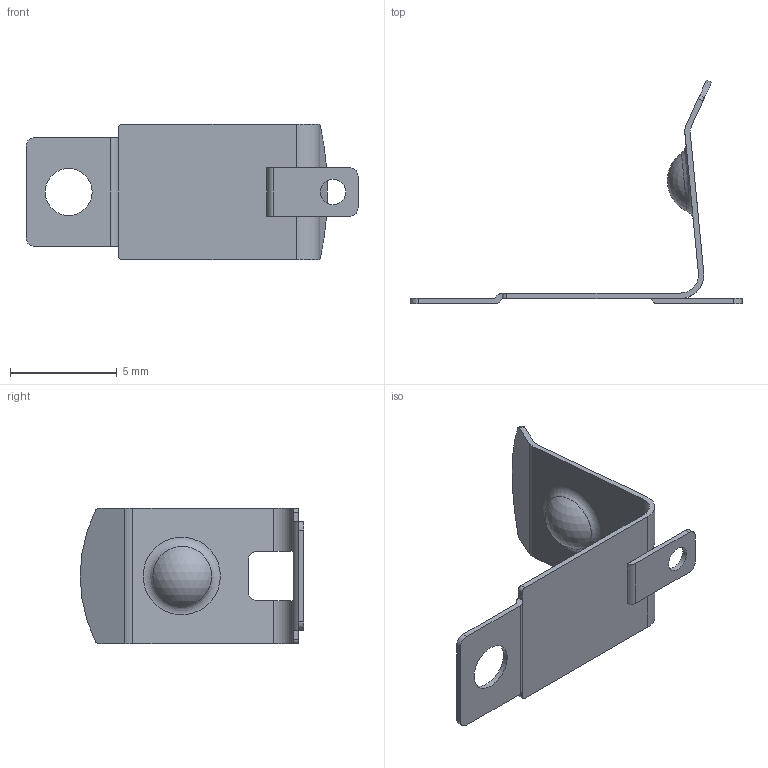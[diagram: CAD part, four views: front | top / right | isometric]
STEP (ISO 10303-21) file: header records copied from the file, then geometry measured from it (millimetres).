
FILE_DESCRIPTION(/* description */ (''),/* implementation_level */ '2;1');
FILE_NAME(/* name */ 'MY-AAA-07 v2.step',/* time_stamp */ '2025-08-08T21:00:11+02:00',/* author */ (''),/* organization */ (''),/* preprocessor_version */ 'ST-DEVELOPER v20.1',/* originating_system */ 'Autodesk Translation Framework v14.10.0.0',/* authorisation */ '');
FILE_SCHEMA (('AUTOMOTIVE_DESIGN { 1 0 10303 214 3 1 1 }'));
Length unit declared in the file: millimetre
Products named in the file (1): MY-AAA-07
Bounding box: 15.57 x 10.49 x 6.35 mm (x, y, z)
Volume: 35.4 mm3; surface area: 304.5 mm2
Topology: 1 solids, 1 shells, 52 faces, 142 edges, 92 vertices
Faces by surface type: plane 25, cylinder 19, bspline 4, torus 2, sphere 2
Full cylindrical faces by diameter (mm): 1.19 x1, 2.2 x1
Entity records: 1882 total; most frequent: CARTESIAN_POINT 507, ORIENTED_EDGE 284, DIRECTION 276, EDGE_CURVE 142, AXIS2_PLACEMENT_3D 93, VERTEX_POINT 92, LINE 90, VECTOR 90
